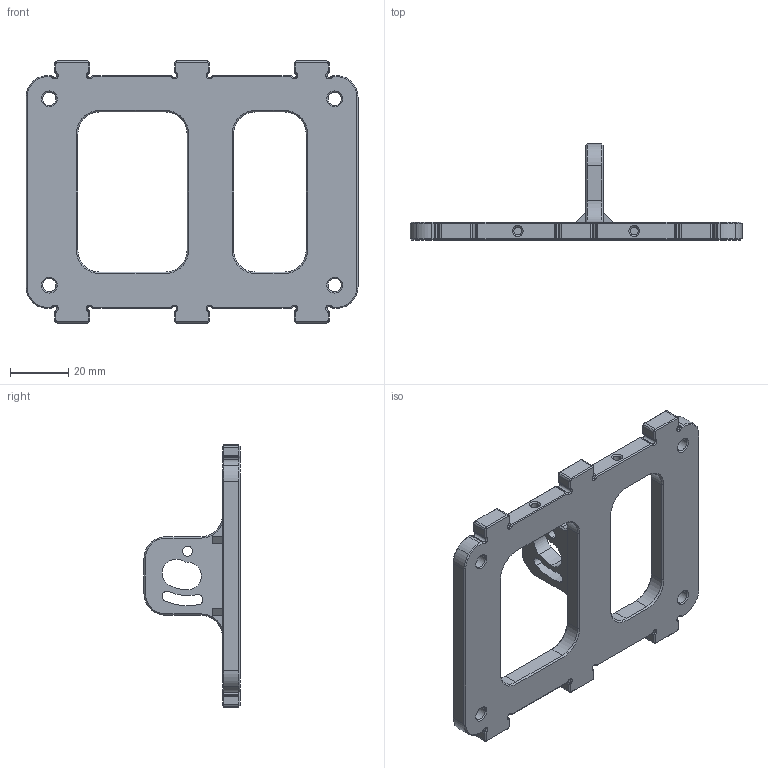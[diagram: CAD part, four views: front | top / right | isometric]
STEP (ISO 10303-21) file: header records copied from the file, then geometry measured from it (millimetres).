
FILE_DESCRIPTION (( 'STEP AP214' ), '1' );
FILE_NAME ('Paddle - Bottom Plate.STEP', '2026-01-07T19:38:37', ( '' ), ( '' ), 'SwSTEP 2.0', 'SolidWorks 2025', '' );
FILE_SCHEMA (( 'AUTOMOTIVE_DESIGN' ));
Length unit declared in the file: millimetre
Products named in the file (1): Paddle - Bottom Plate
Bounding box: 114 x 33 x 90 mm (x, y, z)
Volume: 38982.1 mm3; surface area: 18615.5 mm2
Topology: 1 solids, 1 shells, 582 faces, 1377 edges, 806 vertices
Faces by surface type: cone 248, plane 189, cylinder 145
Entity records: 16546 total; most frequent: DIRECTION 3089, CARTESIAN_POINT 2778, ORIENTED_EDGE 2754, EDGE_CURVE 1377, AXIS2_PLACEMENT_3D 1133, VECTOR 823, LINE 823, VERTEX_POINT 806
